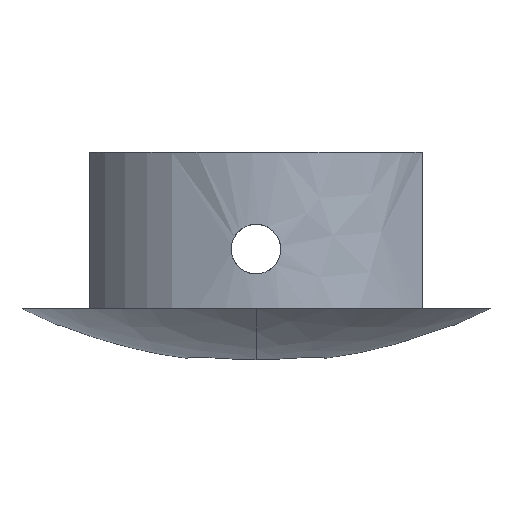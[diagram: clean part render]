
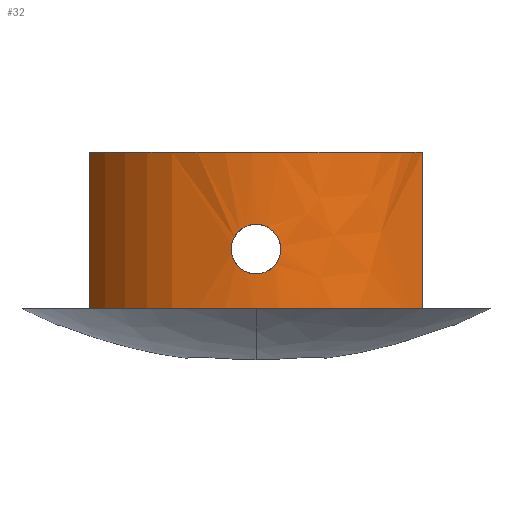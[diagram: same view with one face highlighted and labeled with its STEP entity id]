
A CAD part, left-side view. The second image highlights one B-rep face of the part: STEP entity #32.
In plain terms, the highlighted free-form (B-spline) face has degree [2, 1] with [9, 2] control points.
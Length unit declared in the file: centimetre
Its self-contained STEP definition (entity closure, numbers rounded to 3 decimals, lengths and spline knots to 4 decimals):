
#27=FACE_BOUND('',#102,.T.);
#32=ADVANCED_FACE('',(#65,#27),#600,.T.);
#65=FACE_OUTER_BOUND('',#101,.T.);
#101=EDGE_LOOP('',(#163,#164,#165,#166));
#102=EDGE_LOOP('',(#167,#168));
#163=ORIENTED_EDGE('',*,*,#344,.F.);
#164=ORIENTED_EDGE('',*,*,#341,.F.);
#165=ORIENTED_EDGE('',*,*,#343,.T.);
#166=ORIENTED_EDGE('',*,*,#342,.F.);
#167=ORIENTED_EDGE('',*,*,#330,.T.);
#168=ORIENTED_EDGE('',*,*,#416,.T.);
#330=EDGE_CURVE('',#523,#578,#462,.T.);
#341=EDGE_CURVE('',#533,#543,#472,.T.);
#342=EDGE_CURVE('',#544,#534,#473,.T.);
#343=EDGE_CURVE('',#533,#534,#423,.T.);
#344=EDGE_CURVE('',#543,#544,#424,.T.);
#416=EDGE_CURVE('',#578,#523,#514,.T.);
#423=(
BOUNDED_CURVE()
B_SPLINE_CURVE(2,(#1017,#1018,#1019,#1020,#1021),.UNSPECIFIED.,.F.,.F.)
B_SPLINE_CURVE_WITH_KNOTS((3,2,3),(1.3334,1.9635,2.5936),
 .UNSPECIFIED.)
CURVE()
GEOMETRIC_REPRESENTATION_ITEM()
RATIONAL_B_SPLINE_CURVE((1.,0.873,1.,0.873,1.))
REPRESENTATION_ITEM('')
);
#424=(
BOUNDED_CURVE()
B_SPLINE_CURVE(2,(#1022,#1023,#1024,#1025,#1026),.UNSPECIFIED.,.F.,.F.)
B_SPLINE_CURVE_WITH_KNOTS((3,2,3),(1.3334,1.9635,2.5936),
 .UNSPECIFIED.)
CURVE()
GEOMETRIC_REPRESENTATION_ITEM()
RATIONAL_B_SPLINE_CURVE((1.,0.873,1.,0.873,1.))
REPRESENTATION_ITEM('')
);
#462=B_SPLINE_CURVE_WITH_KNOTS('',3,(#977,#978,#979,#980,#981,#982,#983,
#984,#985,#986,#987),.UNSPECIFIED.,.F.,.F.,(4,2,3,2,4),(0.,0.064,
0.1281,0.1921,0.2561),.UNSPECIFIED.);
#472=B_SPLINE_CURVE_WITH_KNOTS('',1,(#1013,#1014),.UNSPECIFIED.,.F.,.F.,
(2,2),(0.,0.5),.UNSPECIFIED.);
#473=B_SPLINE_CURVE_WITH_KNOTS('',1,(#1015,#1016),.UNSPECIFIED.,.F.,.F.,
(2,2),(-0.5,0.),.UNSPECIFIED.);
#514=B_SPLINE_CURVE_WITH_KNOTS('',3,(#1285,#1286,#1287,#1288,#1289,#1290,
#1291,#1292,#1293,#1294,#1295),.UNSPECIFIED.,.F.,.F.,(4,2,3,2,4),(0.2561,
0.3202,0.3842,0.4482,0.5123),
 .UNSPECIFIED.);
#523=VERTEX_POINT('',#899);
#533=VERTEX_POINT('',#909);
#534=VERTEX_POINT('',#910);
#543=VERTEX_POINT('',#919);
#544=VERTEX_POINT('',#920);
#578=VERTEX_POINT('',#954);
#600=(
BOUNDED_SURFACE()
B_SPLINE_SURFACE(2,1,((#695,#696),(#697,#698),(#699,#700),(#701,#702),(#703,
#704),(#705,#706),(#707,#708),(#709,#710),(#711,#712)),.UNSPECIFIED.,.T.,
 .F.,.F.)
B_SPLINE_SURFACE_WITH_KNOTS((3,2,2,2,3),(2,2),(0.,0.9817,1.9635,
2.9452,3.927),(0.,0.5),.UNSPECIFIED.)
GEOMETRIC_REPRESENTATION_ITEM()
RATIONAL_B_SPLINE_SURFACE(((1.,1.),(0.707,0.707),
(1.,1.),(0.707,0.707),(1.,1.),(0.707,
0.707),(1.,1.),(0.707,0.707),(1.,1.)))
REPRESENTATION_ITEM('')
SURFACE()
);
#695=CARTESIAN_POINT('',(0.625,0.,0.));
#696=CARTESIAN_POINT('',(0.625,0.,0.5));
#697=CARTESIAN_POINT('',(0.625,0.625,0.));
#698=CARTESIAN_POINT('',(0.625,0.625,0.5));
#699=CARTESIAN_POINT('',(0.,0.625,0.));
#700=CARTESIAN_POINT('',(0.,0.625,0.5));
#701=CARTESIAN_POINT('',(-0.625,0.625,0.));
#702=CARTESIAN_POINT('',(-0.625,0.625,0.5));
#703=CARTESIAN_POINT('',(-0.625,0.,0.));
#704=CARTESIAN_POINT('',(-0.625,0.,0.5));
#705=CARTESIAN_POINT('',(-0.625,-0.625,0.));
#706=CARTESIAN_POINT('',(-0.625,-0.625,0.5));
#707=CARTESIAN_POINT('',(0.,-0.625,0.));
#708=CARTESIAN_POINT('',(0.,-0.625,0.5));
#709=CARTESIAN_POINT('',(0.625,-0.625,0.));
#710=CARTESIAN_POINT('',(0.625,-0.625,0.5));
#711=CARTESIAN_POINT('',(0.625,0.,0.));
#712=CARTESIAN_POINT('',(0.625,0.,0.5));
#899=CARTESIAN_POINT('',(-0.6199,0.0794,0.1906));
#909=CARTESIAN_POINT('',(-0.3275,0.5323,0.));
#910=CARTESIAN_POINT('',(-0.3275,-0.5323,0.));
#919=CARTESIAN_POINT('',(-0.3275,0.5323,0.5));
#920=CARTESIAN_POINT('',(-0.3275,-0.5323,0.5));
#954=CARTESIAN_POINT('',(-0.6199,-0.0794,0.1906));
#977=CARTESIAN_POINT('',(-0.6199,0.0794,0.1906));
#978=CARTESIAN_POINT('',(-0.6199,0.0794,0.2117));
#979=CARTESIAN_POINT('',(-0.6211,0.071,0.2319));
#980=CARTESIAN_POINT('',(-0.6238,0.0413,0.2616));
#981=CARTESIAN_POINT('',(-0.625,0.0211,0.27));
#982=CARTESIAN_POINT('',(-0.625,0.,0.27));
#983=CARTESIAN_POINT('',(-0.625,-0.0211,0.27));
#984=CARTESIAN_POINT('',(-0.6238,-0.0413,0.2616));
#985=CARTESIAN_POINT('',(-0.6211,-0.071,0.2319));
#986=CARTESIAN_POINT('',(-0.6199,-0.0794,0.2117));
#987=CARTESIAN_POINT('',(-0.6199,-0.0794,0.1906));
#1013=CARTESIAN_POINT('',(-0.3275,0.5323,0.));
#1014=CARTESIAN_POINT('',(-0.3275,0.5323,0.5));
#1015=CARTESIAN_POINT('',(-0.3275,-0.5323,0.5));
#1016=CARTESIAN_POINT('',(-0.3275,-0.5323,0.));
#1017=CARTESIAN_POINT('',(-0.3275,0.5323,0.));
#1018=CARTESIAN_POINT('',(-0.625,0.3493,0.));
#1019=CARTESIAN_POINT('',(-0.625,0.,0.));
#1020=CARTESIAN_POINT('',(-0.625,-0.3493,0.));
#1021=CARTESIAN_POINT('',(-0.3275,-0.5323,0.));
#1022=CARTESIAN_POINT('',(-0.3275,0.5323,0.5));
#1023=CARTESIAN_POINT('',(-0.625,0.3493,0.5));
#1024=CARTESIAN_POINT('',(-0.625,0.,0.5));
#1025=CARTESIAN_POINT('',(-0.625,-0.3493,0.5));
#1026=CARTESIAN_POINT('',(-0.3275,-0.5323,0.5));
#1285=CARTESIAN_POINT('',(-0.6199,-0.0794,0.1906));
#1286=CARTESIAN_POINT('',(-0.6199,-0.0794,0.1695));
#1287=CARTESIAN_POINT('',(-0.6211,-0.071,0.1494));
#1288=CARTESIAN_POINT('',(-0.6238,-0.0413,0.1196));
#1289=CARTESIAN_POINT('',(-0.625,-0.0211,0.1113));
#1290=CARTESIAN_POINT('',(-0.625,0.,0.1113));
#1291=CARTESIAN_POINT('',(-0.625,0.0211,0.1113));
#1292=CARTESIAN_POINT('',(-0.6238,0.0413,0.1196));
#1293=CARTESIAN_POINT('',(-0.6211,0.071,0.1494));
#1294=CARTESIAN_POINT('',(-0.6199,0.0794,0.1695));
#1295=CARTESIAN_POINT('',(-0.6199,0.0794,0.1906));
